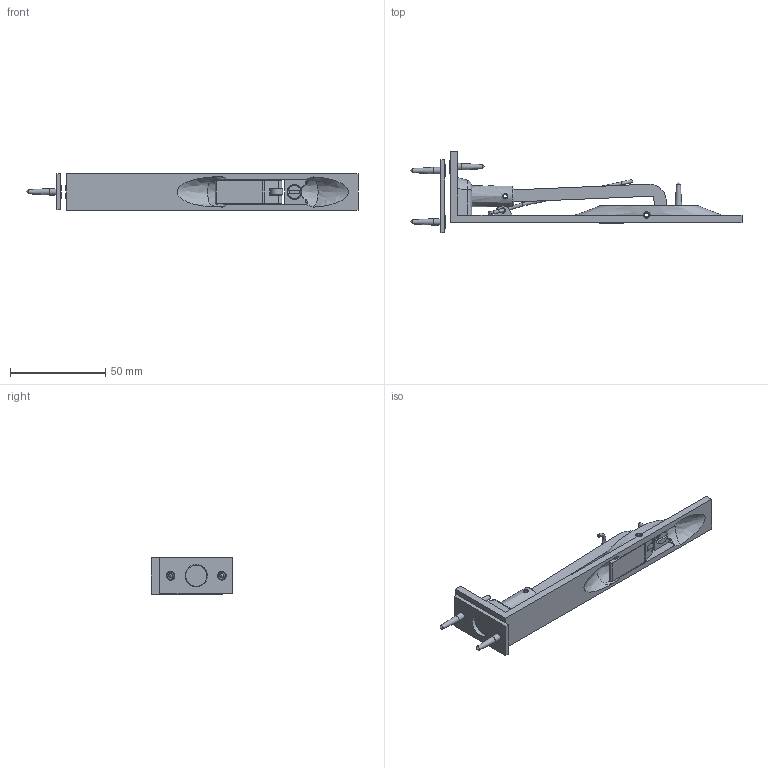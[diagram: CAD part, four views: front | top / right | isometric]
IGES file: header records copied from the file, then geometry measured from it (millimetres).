
Global section: file name: P7351-A; native system: Autodesk Inventor 2018; preprocessor: unknown; author: sbajwa; date: 20180911.150006; units: millimetre
Bounding box: 174.18 x 42.75 x 19.2 mm (x, y, z)
Volume: 22711.5 mm3; surface area: 18645.8 mm2
Topology: 13 solids, 13 shells, 194 faces, 534 edges, 362 vertices
Faces by surface type: bspline 194
